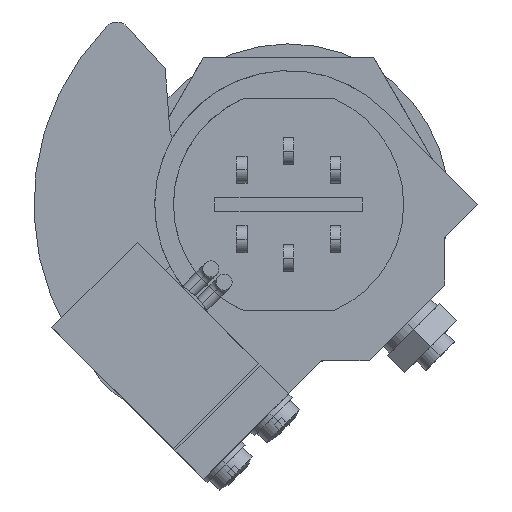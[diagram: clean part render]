
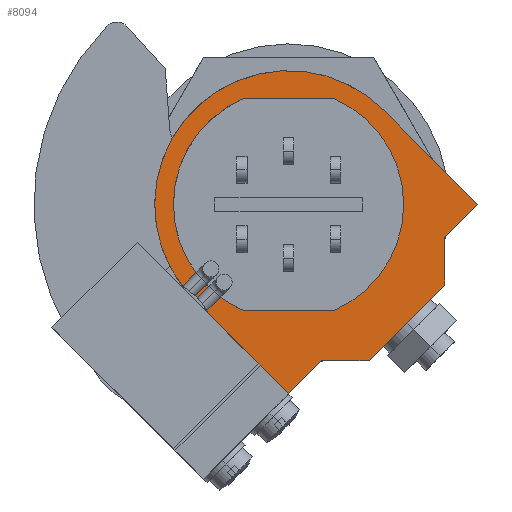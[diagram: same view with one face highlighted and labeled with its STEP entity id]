
A CAD part, left-side view. The second image highlights one B-rep face of the part: STEP entity #8094.
In plain terms, the highlighted face is planar.
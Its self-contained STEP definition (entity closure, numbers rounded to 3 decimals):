
#46 = VECTOR ( 'NONE', #8648, 1000. ) ;
#92 = CARTESIAN_POINT ( 'NONE',  ( 10., 0., 5. ) ) ;
#99 = VECTOR ( 'NONE', #6822, 1000. ) ;
#129 = VERTEX_POINT ( 'NONE', #7438 ) ;
#135 = AXIS2_PLACEMENT_3D ( 'NONE', #4268, #4294, #4382 ) ;
#141 = CARTESIAN_POINT ( 'NONE',  ( -10., -1.521, 5. ) ) ;
#218 = DIRECTION ( 'NONE',  ( 1., 0., 0. ) ) ;
#257 = CARTESIAN_POINT ( 'NONE',  ( -6.5, -10., 5. ) ) ;
#278 = VERTEX_POINT ( 'NONE', #6334 ) ;
#292 = LINE ( 'NONE', #4863, #46 ) ;
#344 = EDGE_LOOP ( 'NONE', ( #5025, #6079, #1471, #2264, #2386, #5352, #9508, #2292, #2432, #3143, #8562, #1211 ) ) ;
#346 = LINE ( 'NONE', #1496, #99 ) ;
#347 = VECTOR ( 'NONE', #517, 1000. ) ;
#517 = DIRECTION ( 'NONE',  ( 0.707, -0.707, 0. ) ) ;
#524 = VECTOR ( 'NONE', #3725, 1000. ) ;
#538 = EDGE_CURVE ( 'NONE', #7196, #1975, #3616, .T. ) ;
#588 = EDGE_CURVE ( 'NONE', #3249, #9197, #5401, .T. ) ;
#592 = DIRECTION ( 'NONE',  ( 0., -1., 0. ) ) ;
#625 = VECTOR ( 'NONE', #218, 1000. ) ;
#845 = ORIENTED_EDGE ( 'NONE', *, *, #9214, .F. ) ;
#852 = LINE ( 'NONE', #6165, #4663 ) ;
#858 = LINE ( 'NONE', #7502, #6705 ) ;
#862 = CARTESIAN_POINT ( 'NONE',  ( 10., -10., 5. ) ) ;
#880 = AXIS2_PLACEMENT_3D ( 'NONE', #5472, #6367, #1810 ) ;
#898 = PLANE ( 'NONE',  #880 ) ;
#935 = CARTESIAN_POINT ( 'NONE',  ( 7.989, 3.183, 5. ) ) ;
#988 = DIRECTION ( 'NONE',  ( 0., -1., 0. ) ) ;
#992 = VECTOR ( 'NONE', #8104, 1000. ) ;
#1087 = ORIENTED_EDGE ( 'NONE', *, *, #5893, .F. ) ;
#1124 = EDGE_CURVE ( 'NONE', #129, #7392, #2658, .T. ) ;
#1211 = ORIENTED_EDGE ( 'NONE', *, *, #588, .T. ) ;
#1246 = LINE ( 'NONE', #5832, #992 ) ;
#1404 = VERTEX_POINT ( 'NONE', #8241 ) ;
#1471 = ORIENTED_EDGE ( 'NONE', *, *, #538, .T. ) ;
#1496 = CARTESIAN_POINT ( 'NONE',  ( 10., -10., 5. ) ) ;
#1511 = DIRECTION ( 'NONE',  ( 0., 0., 1. ) ) ;
#1533 = CARTESIAN_POINT ( 'NONE',  ( -4., -12.5, 5. ) ) ;
#1616 = EDGE_CURVE ( 'NONE', #4906, #3249, #852, .T. ) ;
#1680 = ORIENTED_EDGE ( 'NONE', *, *, #8909, .F. ) ;
#1810 = DIRECTION ( 'NONE',  ( 1., 0., 0. ) ) ;
#1975 = VERTEX_POINT ( 'NONE', #3438 ) ;
#2172 = DIRECTION ( 'NONE',  ( 0., 1., 0. ) ) ;
#2264 = ORIENTED_EDGE ( 'NONE', *, *, #8677, .T. ) ;
#2292 = ORIENTED_EDGE ( 'NONE', *, *, #7118, .T. ) ;
#2386 = ORIENTED_EDGE ( 'NONE', *, *, #7865, .F. ) ;
#2432 = ORIENTED_EDGE ( 'NONE', *, *, #5714, .T. ) ;
#2614 = EDGE_LOOP ( 'NONE', ( #1680, #8233, #845, #1087, #3592 ) ) ;
#2624 = VERTEX_POINT ( 'NONE', #7009 ) ;
#2658 = LINE ( 'NONE', #257, #625 ) ;
#2791 = CARTESIAN_POINT ( 'NONE',  ( 7.989, 3.183, 5. ) ) ;
#2951 = VERTEX_POINT ( 'NONE', #3318 ) ;
#3098 = DIRECTION ( 'NONE',  ( 0., 0., 1. ) ) ;
#3143 = ORIENTED_EDGE ( 'NONE', *, *, #3661, .T. ) ;
#3219 = EDGE_CURVE ( 'NONE', #3253, #7196, #9028, .T. ) ;
#3225 = VERTEX_POINT ( 'NONE', #7586 ) ;
#3249 = VERTEX_POINT ( 'NONE', #92 ) ;
#3253 = VERTEX_POINT ( 'NONE', #141 ) ;
#3272 = CIRCLE ( 'NONE', #7631, 4.75 ) ;
#3318 = CARTESIAN_POINT ( 'NONE',  ( 4., -12.5, 5. ) ) ;
#3438 = CARTESIAN_POINT ( 'NONE',  ( -10., -6.8, 5. ) ) ;
#3592 = ORIENTED_EDGE ( 'NONE', *, *, #4854, .F. ) ;
#3616 = LINE ( 'NONE', #4997, #9395 ) ;
#3661 = EDGE_CURVE ( 'NONE', #4953, #4906, #346, .T. ) ;
#3676 = AXIS2_PLACEMENT_3D ( 'NONE', #7654, #3098, #8417 ) ;
#3693 = CARTESIAN_POINT ( 'NONE',  ( -14.5, 0., 5. ) ) ;
#3725 = DIRECTION ( 'NONE',  ( 0.707, -0.707, 0. ) ) ;
#3804 = CARTESIAN_POINT ( 'NONE',  ( -6.5, -10., 5. ) ) ;
#3946 = VERTEX_POINT ( 'NONE', #4901 ) ;
#4032 = VERTEX_POINT ( 'NONE', #935 ) ;
#4086 = VERTEX_POINT ( 'NONE', #5579 ) ;
#4268 = CARTESIAN_POINT ( 'NONE',  ( 0., 0., 5. ) ) ;
#4294 = DIRECTION ( 'NONE',  ( 0., 0., 1. ) ) ;
#4363 = CARTESIAN_POINT ( 'NONE',  ( 0., 0., 5. ) ) ;
#4382 = DIRECTION ( 'NONE',  ( 1., 0., 0. ) ) ;
#4456 = DIRECTION ( 'NONE',  ( 1., 0., 0. ) ) ;
#4663 = VECTOR ( 'NONE', #6123, 1000. ) ;
#4668 = CIRCLE ( 'NONE', #5153, 8.6 ) ;
#4761 = DIRECTION ( 'NONE',  ( 0., -1., 0. ) ) ;
#4854 = EDGE_CURVE ( 'NONE', #2624, #4032, #6527, .T. ) ;
#4863 = CARTESIAN_POINT ( 'NONE',  ( 6.5, -10., 5. ) ) ;
#4901 = CARTESIAN_POINT ( 'NONE',  ( -10., -7., 5. ) ) ;
#4906 = VERTEX_POINT ( 'NONE', #862 ) ;
#4943 = LINE ( 'NONE', #2791, #8509 ) ;
#4953 = VERTEX_POINT ( 'NONE', #9240 ) ;
#4997 = CARTESIAN_POINT ( 'NONE',  ( -10., 0., 5. ) ) ;
#5008 = VECTOR ( 'NONE', #592, 1000. ) ;
#5025 = ORIENTED_EDGE ( 'NONE', *, *, #6638, .F. ) ;
#5081 = CARTESIAN_POINT ( 'NONE',  ( -7.989, -3.183, 5. ) ) ;
#5124 = DIRECTION ( 'NONE',  ( 1., 0., 0. ) ) ;
#5153 = AXIS2_PLACEMENT_3D ( 'NONE', #6073, #1511, #6838 ) ;
#5261 = FACE_BOUND ( 'NONE', #2614, .T. ) ;
#5272 = CARTESIAN_POINT ( 'NONE',  ( -10., -10., 5. ) ) ;
#5352 = ORIENTED_EDGE ( 'NONE', *, *, #1124, .T. ) ;
#5401 = CIRCLE ( 'NONE', #135, 10. ) ;
#5472 = CARTESIAN_POINT ( 'NONE',  ( 0., 0., 5. ) ) ;
#5579 = CARTESIAN_POINT ( 'NONE',  ( -8.6, 0., 5. ) ) ;
#5596 = CARTESIAN_POINT ( 'NONE',  ( -10., -10., 5. ) ) ;
#5714 = EDGE_CURVE ( 'NONE', #2951, #4953, #292, .T. ) ;
#5832 = CARTESIAN_POINT ( 'NONE',  ( 4., -12.5, 5. ) ) ;
#5852 = CIRCLE ( 'NONE', #6772, 8.6 ) ;
#5893 = EDGE_CURVE ( 'NONE', #4032, #3225, #4943, .T. ) ;
#6073 = CARTESIAN_POINT ( 'NONE',  ( 0., 0., 5. ) ) ;
#6079 = ORIENTED_EDGE ( 'NONE', *, *, #3219, .T. ) ;
#6095 = LINE ( 'NONE', #5596, #6332 ) ;
#6123 = DIRECTION ( 'NONE',  ( 0., 1., 0. ) ) ;
#6165 = CARTESIAN_POINT ( 'NONE',  ( 10., 0., 5. ) ) ;
#6208 = LINE ( 'NONE', #5081, #347 ) ;
#6332 = VECTOR ( 'NONE', #988, 1000. ) ;
#6334 = CARTESIAN_POINT ( 'NONE',  ( -4., -12.5, 5. ) ) ;
#6367 = DIRECTION ( 'NONE',  ( 0., 0., 1. ) ) ;
#6370 = LINE ( 'NONE', #1533, #524 ) ;
#6527 = CIRCLE ( 'NONE', #3676, 8.6 ) ;
#6638 = EDGE_CURVE ( 'NONE', #3253, #9197, #3272, .T. ) ;
#6705 = VECTOR ( 'NONE', #2172, 1000. ) ;
#6725 = EDGE_CURVE ( 'NONE', #7392, #278, #6370, .T. ) ;
#6772 = AXIS2_PLACEMENT_3D ( 'NONE', #4363, #9617, #5124 ) ;
#6822 = DIRECTION ( 'NONE',  ( 1., 0., 0. ) ) ;
#6838 = DIRECTION ( 'NONE',  ( 1., 0., 0. ) ) ;
#7009 = CARTESIAN_POINT ( 'NONE',  ( -3.183, -7.989, 5. ) ) ;
#7118 = EDGE_CURVE ( 'NONE', #278, #2951, #1246, .T. ) ;
#7196 = VERTEX_POINT ( 'NONE', #8901 ) ;
#7301 = FACE_OUTER_BOUND ( 'NONE', #344, .T. ) ;
#7392 = VERTEX_POINT ( 'NONE', #3804 ) ;
#7438 = CARTESIAN_POINT ( 'NONE',  ( -10., -10., 5. ) ) ;
#7502 = CARTESIAN_POINT ( 'NONE',  ( -10., 0., 5. ) ) ;
#7586 = CARTESIAN_POINT ( 'NONE',  ( 3.183, 7.989, 5. ) ) ;
#7631 = AXIS2_PLACEMENT_3D ( 'NONE', #3693, #8981, #4456 ) ;
#7654 = CARTESIAN_POINT ( 'NONE',  ( 0., 0., 5. ) ) ;
#7865 = EDGE_CURVE ( 'NONE', #129, #3946, #858, .T. ) ;
#7921 = EDGE_CURVE ( 'NONE', #4086, #1404, #4668, .T. ) ;
#8094 = ADVANCED_FACE ( 'NONE', ( #7301, #5261 ), #898, .T. ) ;
#8104 = DIRECTION ( 'NONE',  ( 1., 0., 0. ) ) ;
#8233 = ORIENTED_EDGE ( 'NONE', *, *, #7921, .F. ) ;
#8241 = CARTESIAN_POINT ( 'NONE',  ( -7.989, -3.183, 5. ) ) ;
#8417 = DIRECTION ( 'NONE',  ( 1., 0., 0. ) ) ;
#8509 = VECTOR ( 'NONE', #9574, 1000. ) ;
#8562 = ORIENTED_EDGE ( 'NONE', *, *, #1616, .T. ) ;
#8648 = DIRECTION ( 'NONE',  ( 0.707, 0.707, 0. ) ) ;
#8677 = EDGE_CURVE ( 'NONE', #1975, #3946, #6095, .T. ) ;
#8861 = CARTESIAN_POINT ( 'NONE',  ( -9.92, 1.26, 5. ) ) ;
#8901 = CARTESIAN_POINT ( 'NONE',  ( -10., -5.8, 5. ) ) ;
#8909 = EDGE_CURVE ( 'NONE', #1404, #2624, #6208, .T. ) ;
#8981 = DIRECTION ( 'NONE',  ( 0., 0., 1. ) ) ;
#9028 = LINE ( 'NONE', #5272, #5008 ) ;
#9197 = VERTEX_POINT ( 'NONE', #8861 ) ;
#9214 = EDGE_CURVE ( 'NONE', #3225, #4086, #5852, .T. ) ;
#9240 = CARTESIAN_POINT ( 'NONE',  ( 6.5, -10., 5. ) ) ;
#9395 = VECTOR ( 'NONE', #4761, 1000. ) ;
#9508 = ORIENTED_EDGE ( 'NONE', *, *, #6725, .T. ) ;
#9574 = DIRECTION ( 'NONE',  ( -0.707, 0.707, 0. ) ) ;
#9617 = DIRECTION ( 'NONE',  ( 0., 0., 1. ) ) ;
